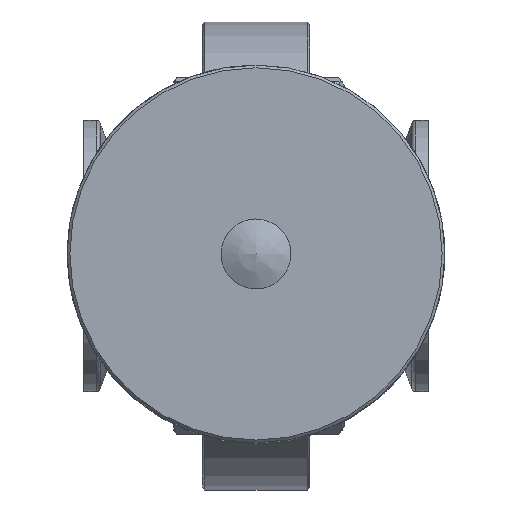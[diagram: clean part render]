
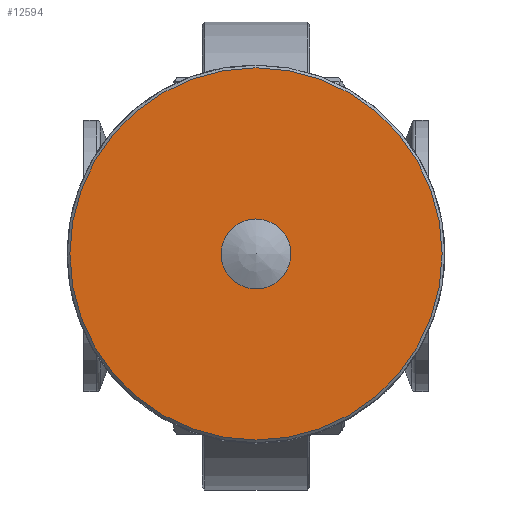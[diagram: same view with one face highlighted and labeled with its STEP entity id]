
A CAD part, top view. The second image highlights one B-rep face of the part: STEP entity #12594.
In plain terms, the highlighted planar face has unit normal (0, 0, 1).
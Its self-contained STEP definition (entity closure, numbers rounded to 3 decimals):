
#729=PLANE('',#14023);
#824=FACE_BOUND('',#2240,.T.);
#1474=FACE_OUTER_BOUND('',#2239,.T.);
#2239=EDGE_LOOP('',(#10669,#10670));
#2240=EDGE_LOOP('',(#10671,#10672));
#3065=CIRCLE('',#13994,6.5);
#3066=CIRCLE('',#13995,6.5);
#3081=CIRCLE('',#14018,34.6);
#3082=CIRCLE('',#14019,34.6);
#5536=VERTEX_POINT('',#22944);
#5537=VERTEX_POINT('',#22946);
#5556=VERTEX_POINT('',#22997);
#5557=VERTEX_POINT('',#22998);
#7265=EDGE_CURVE('',#5537,#5536,#3065,.T.);
#7266=EDGE_CURVE('',#5536,#5537,#3066,.T.);
#7289=EDGE_CURVE('',#5556,#5557,#3081,.T.);
#7290=EDGE_CURVE('',#5557,#5556,#3082,.T.);
#10669=ORIENTED_EDGE('',*,*,#7289,.T.);
#10670=ORIENTED_EDGE('',*,*,#7290,.T.);
#10671=ORIENTED_EDGE('',*,*,#7265,.T.);
#10672=ORIENTED_EDGE('',*,*,#7266,.T.);
#12594=ADVANCED_FACE('',(#1474,#824),#729,.T.);
#13994=AXIS2_PLACEMENT_3D('',#22947,#17392,#17393);
#13995=AXIS2_PLACEMENT_3D('',#22948,#17394,#17395);
#14018=AXIS2_PLACEMENT_3D('',#22999,#17448,#17449);
#14019=AXIS2_PLACEMENT_3D('',#23000,#17450,#17451);
#14023=AXIS2_PLACEMENT_3D('',#23008,#17459,#17460);
#17392=DIRECTION('center_axis',(0.,0.,
-1.));
#17393=DIRECTION('ref_axis',(1.,0.,0.));
#17394=DIRECTION('center_axis',(0.,0.,
-1.));
#17395=DIRECTION('ref_axis',(1.,0.,0.));
#17448=DIRECTION('center_axis',(0.,0.,
1.));
#17449=DIRECTION('ref_axis',(-1.,0.,0.));
#17450=DIRECTION('center_axis',(0.,0.,
1.));
#17451=DIRECTION('ref_axis',(-1.,0.,0.));
#17459=DIRECTION('center_axis',(0.,0.,
1.));
#17460=DIRECTION('ref_axis',(-1.,0.,0.));
#22944=CARTESIAN_POINT('',(6.5,0.037,220.5));
#22946=CARTESIAN_POINT('',(-0.037,6.5,220.5));
#22947=CARTESIAN_POINT('Origin',(0.,0.,
220.5));
#22948=CARTESIAN_POINT('Origin',(0.,0.,
220.5));
#22997=CARTESIAN_POINT('',(-34.6,0.,220.5));
#22998=CARTESIAN_POINT('',(34.6,0.,220.5));
#22999=CARTESIAN_POINT('Origin',(0.,0.,
220.5));
#23000=CARTESIAN_POINT('Origin',(0.,0.,
220.5));
#23008=CARTESIAN_POINT('Origin',(0.,17.55,
220.5));
